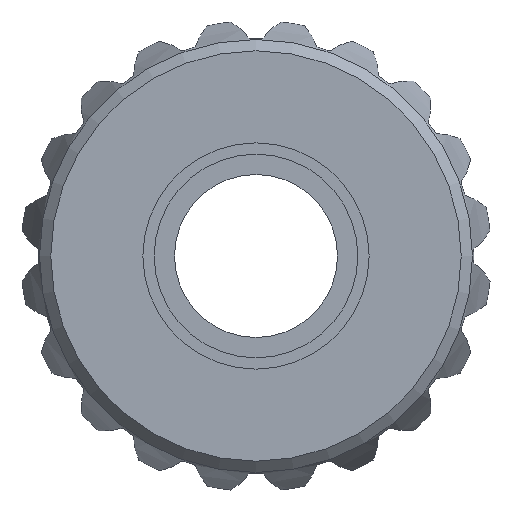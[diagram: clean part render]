
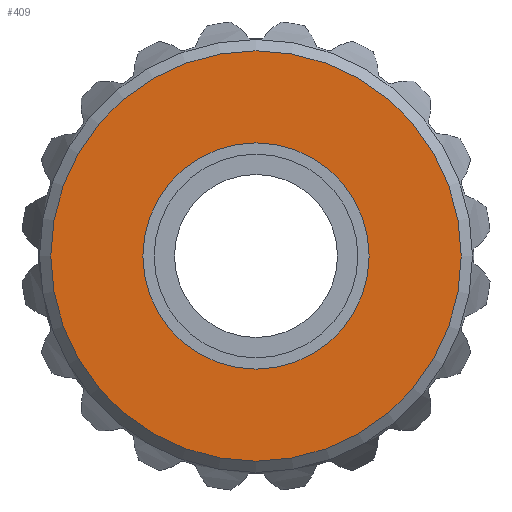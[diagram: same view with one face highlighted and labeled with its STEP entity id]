
A CAD part, front view. The second image highlights one B-rep face of the part: STEP entity #409.
In plain terms, the highlighted planar face has unit normal (0, -1, 0).
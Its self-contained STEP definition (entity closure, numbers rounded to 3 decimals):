
#409=ADVANCED_FACE('',(#827,#828),#829,.F.);
#827=FACE_OUTER_BOUND('',#1246,.T.);
#828=FACE_BOUND('',#1247,.T.);
#829=PLANE('',#1248);
#1246=EDGE_LOOP('',(#30174));
#1247=EDGE_LOOP('',(#30175));
#1248=AXIS2_PLACEMENT_3D('',#30176,#30177,#30178);
#30174=ORIENTED_EDGE('',*,*,#31178,.F.);
#30175=ORIENTED_EDGE('',*,*,#31176,.F.);
#30176=CARTESIAN_POINT('',(0.0,-16.,0.0));
#30177=DIRECTION('',(-0.0,1.0,0.0));
#30178=DIRECTION('',(1.0,0.0,0.0));
#31176=EDGE_CURVE('',#31938,#31938,#31939,.F.);
#31178=EDGE_CURVE('',#31941,#31941,#31942,.T.);
#31938=VERTEX_POINT('',#34690);
#31939=CIRCLE('',#34691,10.0);
#31941=VERTEX_POINT('',#34693);
#31942=CIRCLE('',#34694,18.133);
#34690=CARTESIAN_POINT('',(0.,-16.,10.0));
#34691=AXIS2_PLACEMENT_3D('',#34850,#34851,#34852);
#34693=CARTESIAN_POINT('',(-18.133,-16.,0.0));
#34694=AXIS2_PLACEMENT_3D('',#34853,#34854,#34855);
#34850=CARTESIAN_POINT('',(0.0,-16.,0.0));
#34851=DIRECTION('',(0.0,1.0,0.0));
#34852=DIRECTION('',(0.0,0.0,1.0));
#34853=CARTESIAN_POINT('',(0.0,-16.,0.0));
#34854=DIRECTION('',(0.0,1.0,0.0));
#34855=DIRECTION('',(-1.0,0.0,0.0));
